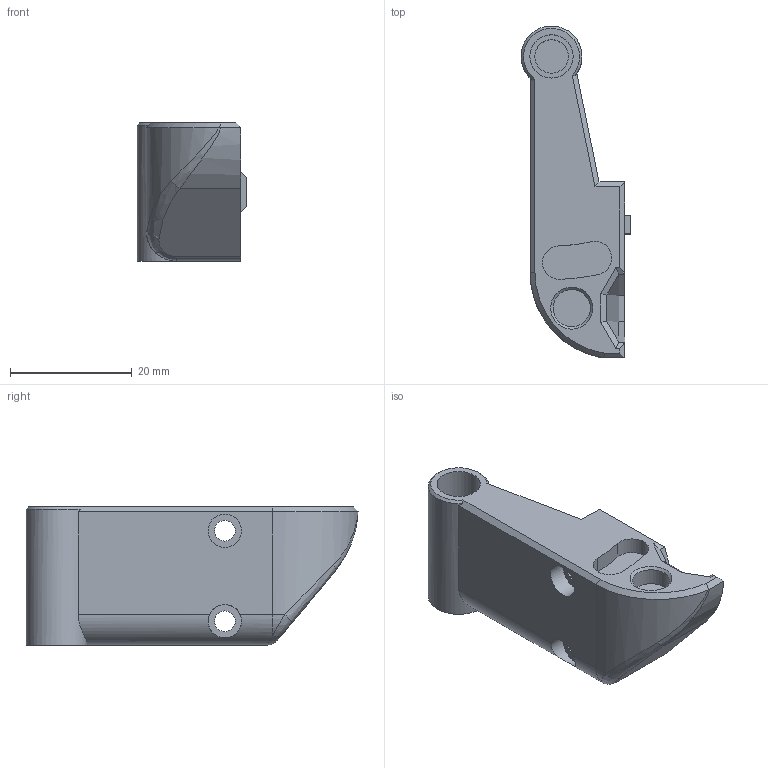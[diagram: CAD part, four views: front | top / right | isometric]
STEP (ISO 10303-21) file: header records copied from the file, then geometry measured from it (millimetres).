
FILE_DESCRIPTION(/* description */ (''),/* implementation_level */ '2;1');
FILE_NAME(/* name */ 'mini_fridge_latch_a. RevD.step',/* time_stamp */ '2023-11-21T10:22:58-08:00',/* author */ (''),/* organization */ (''),/* preprocessor_version */ 'ST-DEVELOPER v20',/* originating_system */ 'Autodesk Translation Framework v12.14.0.127',/* authorisation */ '');
FILE_SCHEMA (('AUTOMOTIVE_DESIGN { 1 0 10303 214 3 1 1 }'));
Length unit declared in the file: millimetre
Products named in the file (1): mini_fridge_latch_a. RevD
Bounding box: 18.04 x 54.49 x 22.66 mm (x, y, z)
Volume: 11806.1 mm3; surface area: 4607.6 mm2
Topology: 1 solids, 1 shells, 59 faces, 142 edges, 91 vertices
Faces by surface type: plane 35, cylinder 16, bspline 4, cone 3, torus 1
Full cylindrical faces by diameter (mm): 3.4 x2, 5.5 x3, 6.1 x1, 7.1 x1
Entity records: 1881 total; most frequent: CARTESIAN_POINT 453, DIRECTION 285, ORIENTED_EDGE 284, EDGE_CURVE 142, AXIS2_PLACEMENT_3D 99, VERTEX_POINT 91, LINE 87, VECTOR 87
